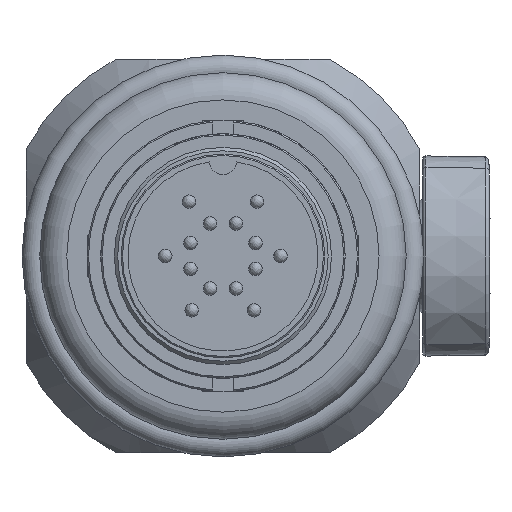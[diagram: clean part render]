
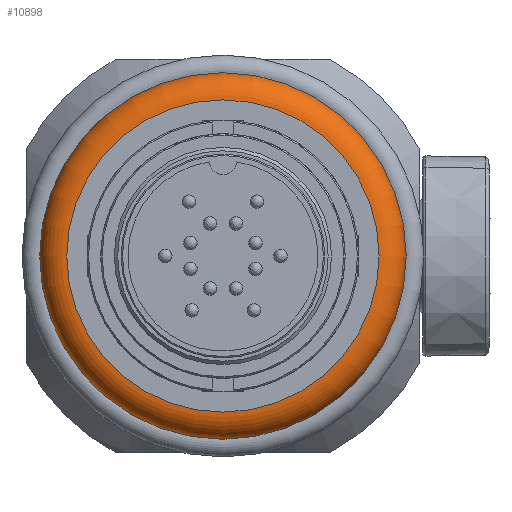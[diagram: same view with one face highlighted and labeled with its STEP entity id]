
A CAD part, left-side view. The second image highlights one B-rep face of the part: STEP entity #10898.
In plain terms, the highlighted toroidal (fillet/blend) face has major radius 11.5 mm and minor radius 2 mm.
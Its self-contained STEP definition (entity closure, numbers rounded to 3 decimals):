
#2475 = CIRCLE ( 'NONE', #51980, 13.5 ) ;
#4147 = DIRECTION ( 'NONE',  ( -1., 0., 0. ) ) ;
#6278 = EDGE_CURVE ( 'NONE', #11722, #11722, #43992, .T. ) ;
#10898 = ADVANCED_FACE ( 'NONE', ( #37667, #28409 ), #46215, .T. ) ;
#11722 = VERTEX_POINT ( 'NONE', #41376 ) ;
#15076 = DIRECTION ( 'NONE',  ( -1., 0., 0. ) ) ;
#21638 = DIRECTION ( 'NONE',  ( -1., 0., 0. ) ) ;
#21993 = DIRECTION ( 'NONE',  ( 0., -1., 0. ) ) ;
#25596 = EDGE_CURVE ( 'NONE', #51151, #51151, #2475, .T. ) ;
#25944 = ORIENTED_EDGE ( 'NONE', *, *, #6278, .F. ) ;
#28061 = CARTESIAN_POINT ( 'NONE',  ( -193.821, 0., 0. ) ) ;
#28409 = FACE_OUTER_BOUND ( 'NONE', #42478, .T. ) ;
#33924 = EDGE_LOOP ( 'NONE', ( #25944 ) ) ;
#37667 = FACE_OUTER_BOUND ( 'NONE', #33924, .T. ) ;
#40486 = AXIS2_PLACEMENT_3D ( 'NONE', #43020, #21638, #21993 ) ;
#41376 = CARTESIAN_POINT ( 'NONE',  ( -195.821, -11.5, 0. ) ) ;
#41532 = ORIENTED_EDGE ( 'NONE', *, *, #25596, .T. ) ;
#42478 = EDGE_LOOP ( 'NONE', ( #41532 ) ) ;
#43020 = CARTESIAN_POINT ( 'NONE',  ( -193.821, 0., 0. ) ) ;
#43992 = CIRCLE ( 'NONE', #44410, 11.5 ) ;
#44410 = AXIS2_PLACEMENT_3D ( 'NONE', #45471, #4147, #45643 ) ;
#45471 = CARTESIAN_POINT ( 'NONE',  ( -195.821, 0., 0. ) ) ;
#45643 = DIRECTION ( 'NONE',  ( 0., -1., 0. ) ) ;
#46215 = TOROIDAL_SURFACE ( 'NONE', #40486, 11.5, 2. ) ;
#46479 = CARTESIAN_POINT ( 'NONE',  ( -193.821, -13.5, 0. ) ) ;
#48686 = DIRECTION ( 'NONE',  ( 0., -1., 0. ) ) ;
#51151 = VERTEX_POINT ( 'NONE', #46479 ) ;
#51980 = AXIS2_PLACEMENT_3D ( 'NONE', #28061, #15076, #48686 ) ;
